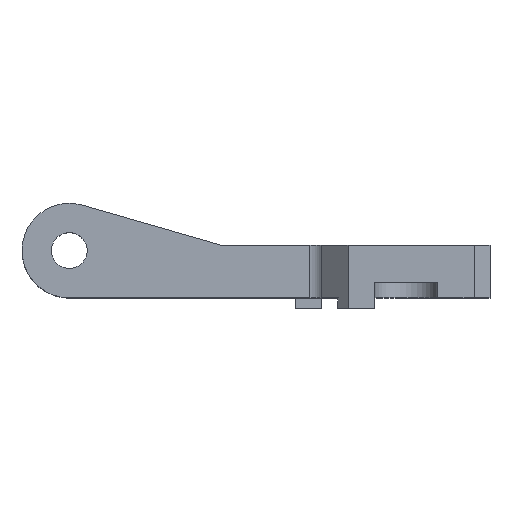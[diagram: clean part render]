
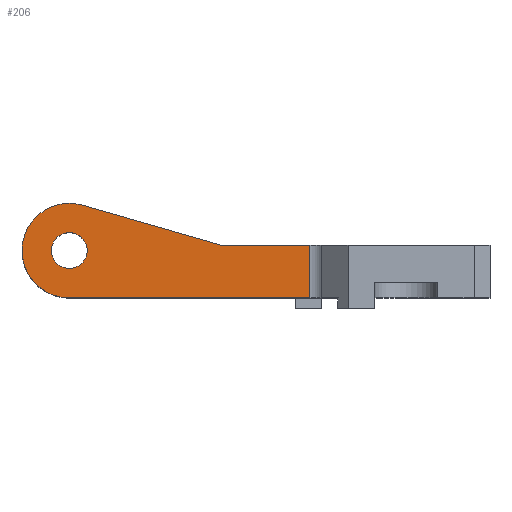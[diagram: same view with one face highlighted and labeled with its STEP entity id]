
A CAD part, top view. The second image highlights one B-rep face of the part: STEP entity #206.
In plain terms, the highlighted planar face has unit normal (0, 0, 1).
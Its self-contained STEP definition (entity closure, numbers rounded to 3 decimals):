
#19 = ORIENTED_EDGE ( 'NONE', *, *, #461, .F. ) ;
#54 = EDGE_LOOP ( 'NONE', ( #19, #163, #1614, #2293, #177, #1023 ) ) ;
#70 = DIRECTION ( 'NONE',  ( 0., 0., -1. ) ) ;
#108 = CARTESIAN_POINT ( 'NONE',  ( 0., 9., 46. ) ) ;
#123 = CIRCLE ( 'NONE', #1691, 3.4 ) ;
#127 = DIRECTION ( 'NONE',  ( 0., 0., -1. ) ) ;
#137 = ORIENTED_EDGE ( 'NONE', *, *, #947, .T. ) ;
#159 = VECTOR ( 'NONE', #2233, 1000. ) ;
#163 = ORIENTED_EDGE ( 'NONE', *, *, #1060, .T. ) ;
#177 = ORIENTED_EDGE ( 'NONE', *, *, #2199, .F. ) ;
#206 = ADVANCED_FACE ( 'NONE', ( #1550, #2344 ), #722, .F. ) ;
#255 = VECTOR ( 'NONE', #690, 1000. ) ;
#275 = CARTESIAN_POINT ( 'NONE',  ( 45.757, 10., 46. ) ) ;
#279 = CARTESIAN_POINT ( 'NONE',  ( 2.5, 17.646, 46. ) ) ;
#427 = CARTESIAN_POINT ( 'NONE',  ( 3.4, 9., 46. ) ) ;
#434 = DIRECTION ( 'NONE',  ( 0., 1., 0. ) ) ;
#454 = LINE ( 'NONE', #1065, #159 ) ;
#461 = EDGE_CURVE ( 'NONE', #1451, #1777, #454, .T. ) ;
#492 = CIRCLE ( 'NONE', #873, 9. ) ;
#494 = DIRECTION ( 'NONE',  ( 0., 0., -1. ) ) ;
#512 = DIRECTION ( 'NONE',  ( 0., 0., -1. ) ) ;
#576 = VERTEX_POINT ( 'NONE', #2123 ) ;
#579 = CIRCLE ( 'NONE', #2065, 3.4 ) ;
#585 = CARTESIAN_POINT ( 'NONE',  ( 0., 9., 46. ) ) ;
#678 = AXIS2_PLACEMENT_3D ( 'NONE', #1896, #512, #2121 ) ;
#690 = DIRECTION ( 'NONE',  ( -0.961, 0.278, 0. ) ) ;
#722 = PLANE ( 'NONE',  #2265 ) ;
#873 = AXIS2_PLACEMENT_3D ( 'NONE', #108, #70, #2081 ) ;
#947 = EDGE_CURVE ( 'NONE', #576, #1378, #579, .T. ) ;
#953 = DIRECTION ( 'NONE',  ( -1., 0., 0. ) ) ;
#955 = CARTESIAN_POINT ( 'NONE',  ( 28.944, 10., 46. ) ) ;
#1023 = ORIENTED_EDGE ( 'NONE', *, *, #1834, .F. ) ;
#1060 = EDGE_CURVE ( 'NONE', #1451, #2215, #1440, .T. ) ;
#1065 = CARTESIAN_POINT ( 'NONE',  ( -16.359, 0., 46. ) ) ;
#1080 = DIRECTION ( 'NONE',  ( -1., 0., 0. ) ) ;
#1102 = CARTESIAN_POINT ( 'NONE',  ( -9., 9., 46. ) ) ;
#1106 = LINE ( 'NONE', #279, #255 ) ;
#1346 = VERTEX_POINT ( 'NONE', #955 ) ;
#1371 = DIRECTION ( 'NONE',  ( -1., 0., 0. ) ) ;
#1378 = VERTEX_POINT ( 'NONE', #427 ) ;
#1440 = LINE ( 'NONE', #2239, #1853 ) ;
#1451 = VERTEX_POINT ( 'NONE', #1704 ) ;
#1456 = EDGE_CURVE ( 'NONE', #1346, #2539, #1106, .T. ) ;
#1458 = CARTESIAN_POINT ( 'NONE',  ( 0., 0., 46. ) ) ;
#1550 = FACE_BOUND ( 'NONE', #1792, .T. ) ;
#1564 = CIRCLE ( 'NONE', #678, 9. ) ;
#1570 = DIRECTION ( 'NONE',  ( 0., 0., -1. ) ) ;
#1595 = DIRECTION ( 'NONE',  ( -1., 0., 0. ) ) ;
#1614 = ORIENTED_EDGE ( 'NONE', *, *, #2276, .T. ) ;
#1673 = VECTOR ( 'NONE', #1080, 1000. ) ;
#1691 = AXIS2_PLACEMENT_3D ( 'NONE', #2541, #127, #1595 ) ;
#1704 = CARTESIAN_POINT ( 'NONE',  ( 45.757, 0., 46. ) ) ;
#1777 = VERTEX_POINT ( 'NONE', #1458 ) ;
#1792 = EDGE_LOOP ( 'NONE', ( #2118, #137 ) ) ;
#1833 = VERTEX_POINT ( 'NONE', #1102 ) ;
#1834 = EDGE_CURVE ( 'NONE', #1777, #1833, #1564, .T. ) ;
#1853 = VECTOR ( 'NONE', #434, 1000. ) ;
#1896 = CARTESIAN_POINT ( 'NONE',  ( 0., 9., 46. ) ) ;
#1934 = EDGE_CURVE ( 'NONE', #1378, #576, #123, .T. ) ;
#2042 = CARTESIAN_POINT ( 'NONE',  ( 2.5, 17.646, 46. ) ) ;
#2065 = AXIS2_PLACEMENT_3D ( 'NONE', #585, #1570, #1371 ) ;
#2081 = DIRECTION ( 'NONE',  ( -1., 0., 0. ) ) ;
#2118 = ORIENTED_EDGE ( 'NONE', *, *, #1934, .T. ) ;
#2120 = CARTESIAN_POINT ( 'NONE',  ( -16.359, 10., 46. ) ) ;
#2121 = DIRECTION ( 'NONE',  ( -1., 0., 0. ) ) ;
#2123 = CARTESIAN_POINT ( 'NONE',  ( -3.4, 9., 46. ) ) ;
#2199 = EDGE_CURVE ( 'NONE', #1833, #2539, #492, .T. ) ;
#2215 = VERTEX_POINT ( 'NONE', #275 ) ;
#2233 = DIRECTION ( 'NONE',  ( -1., 0., 0. ) ) ;
#2239 = CARTESIAN_POINT ( 'NONE',  ( 45.757, 10., 46. ) ) ;
#2265 = AXIS2_PLACEMENT_3D ( 'NONE', #2534, #494, #953 ) ;
#2276 = EDGE_CURVE ( 'NONE', #2215, #1346, #2492, .T. ) ;
#2293 = ORIENTED_EDGE ( 'NONE', *, *, #1456, .T. ) ;
#2344 = FACE_OUTER_BOUND ( 'NONE', #54, .T. ) ;
#2492 = LINE ( 'NONE', #2120, #1673 ) ;
#2534 = CARTESIAN_POINT ( 'NONE',  ( -16.359, 0., 46. ) ) ;
#2539 = VERTEX_POINT ( 'NONE', #2042 ) ;
#2541 = CARTESIAN_POINT ( 'NONE',  ( 0., 9., 46. ) ) ;
